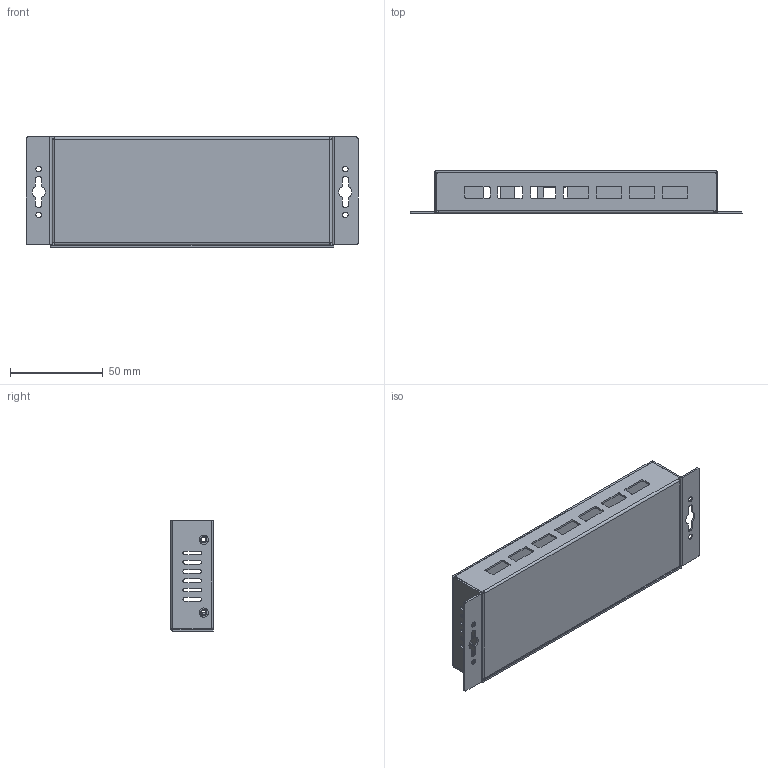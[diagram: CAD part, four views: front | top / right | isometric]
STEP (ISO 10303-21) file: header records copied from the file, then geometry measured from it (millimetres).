
FILE_DESCRIPTION(/* description */ (''),/* implementation_level */ '2;1');
FILE_NAME(/* name */ '7U2ML-Assembled.stp',/* time_stamp */ '2019-07-01T13:32:55-04:00',/* author */ ('Kieran'),/* organization */ (''),/* preprocessor_version */ 'ST-DEVELOPER v18',/* originating_system */ 'Autodesk Inventor 2020',/* authorisation */ '');
FILE_SCHEMA (('AUTOMOTIVE_DESIGN { 1 0 10303 214 3 1 1 }'));
Length unit declared in the file: millimetre
Products named in the file (3): 7U2ML-Assembled; CG-7U3DS Bottom; CG-7U3DS Top
Assembly tree (2 placements, depth 2):
  7U2ML-Assembled
    CG-7U3DS Bottom
    CG-7U3DS Top
Bounding box: 179 x 22.75 x 59.35 mm (x, y, z)
Volume: 28864.7 mm3; surface area: 59780.4 mm2
Topology: 2 solids, 2 shells, 424 faces, 1204 edges, 844 vertices
Faces by surface type: plane 226, cylinder 121, bspline 69, cone 8
Full cylindrical faces by diameter (mm): 2.459 x8, 3 x4, 3.5 x5, 5.25 x4
Entity records: 16183 total; most frequent: CARTESIAN_POINT 5202, ORIENTED_EDGE 2324, DIRECTION 2082, EDGE_CURVE 1162, VERTEX_POINT 764, LINE 726, VECTOR 726, AXIS2_PLACEMENT_3D 678
